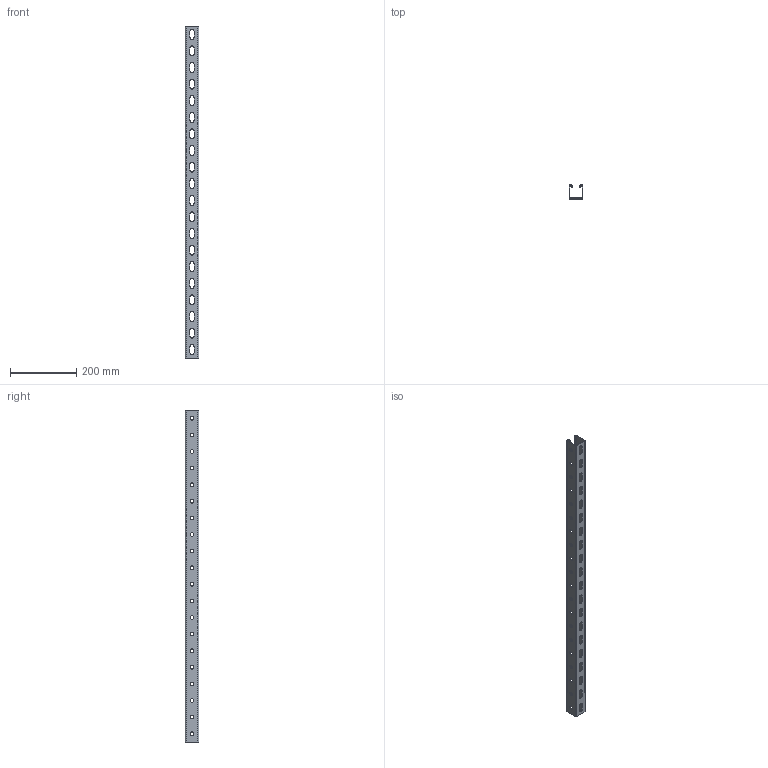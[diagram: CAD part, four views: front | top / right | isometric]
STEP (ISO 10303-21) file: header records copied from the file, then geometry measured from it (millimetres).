
FILE_DESCRIPTION (( 'STEP AP203' ), '1' );
FILE_NAME ('STRUT-镳铘桦黖h41-1000.step', '2022-01-24T13:43:16', ( '' ), ( '' ), 'SwSTEP 2.0', 'SolidWorks 2017', '' );
FILE_SCHEMA (( 'CONFIG_CONTROL_DESIGN' ));
Length unit declared in the file: millimetre
Products named in the file (1): STRUT-镳铘桦黖h41-1000
Bounding box: 41 x 41 x 1000 mm (x, y, z)
Volume: 253590.1 mm3; surface area: 268176 mm2
Topology: 1 solids, 1 shells, 1886 faces, 5628 edges, 3744 vertices
Faces by surface type: plane 1760, cylinder 126
Entity records: 62549 total; most frequent: CARTESIAN_POINT 11259, ORIENTED_EDGE 11256, DIRECTION 9654, EDGE_CURVE 5628, LINE 5376, VECTOR 5376, VERTEX_POINT 3744, AXIS2_PLACEMENT_3D 2139
